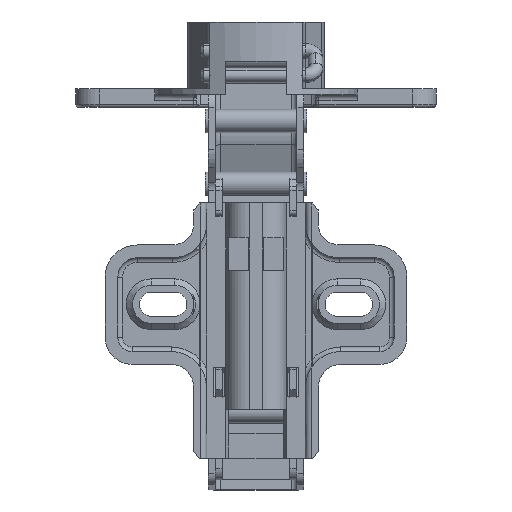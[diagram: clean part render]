
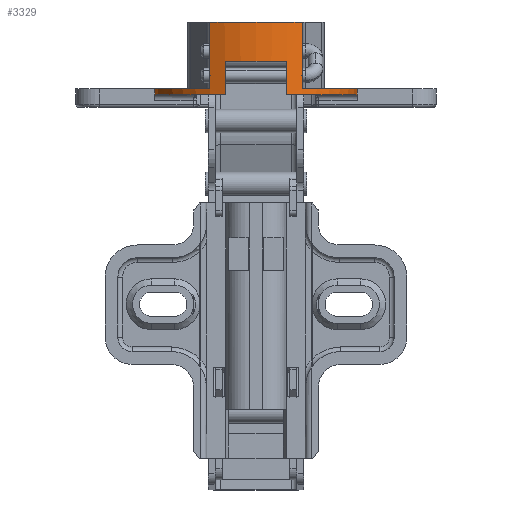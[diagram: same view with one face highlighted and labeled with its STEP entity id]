
A CAD part, front view. The second image highlights one B-rep face of the part: STEP entity #3329.
In plain terms, the highlighted cylindrical face has radius 17.5 mm (diameter 35 mm), a partial arc.
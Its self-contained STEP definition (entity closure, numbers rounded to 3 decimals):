
#287 = CARTESIAN_POINT ( 'NONE',  ( -17.452, -1.3, 13.5 ) ) ;
#335 = CARTESIAN_POINT ( 'NONE',  ( 8., -15.564, 11.5 ) ) ;
#369 = DIRECTION ( 'NONE',  ( 0., 0., -1. ) ) ;
#462 = CARTESIAN_POINT ( 'NONE',  ( 0., 0., 11.5 ) ) ;
#546 = DIRECTION ( 'NONE',  ( -1., 0., 0. ) ) ;
#576 = FACE_OUTER_BOUND ( 'NONE', #1248, .T. ) ;
#629 = LINE ( 'NONE', #14787, #5557 ) ;
#882 = CARTESIAN_POINT ( 'NONE',  ( 17.452, -1.3, 13.5 ) ) ;
#918 = EDGE_CURVE ( 'NONE', #2663, #18185, #13244, .T. ) ;
#940 = VECTOR ( 'NONE', #18558, 1000. ) ;
#1061 = CARTESIAN_POINT ( 'NONE',  ( -17.452, -1.3, 13.5 ) ) ;
#1248 = EDGE_LOOP ( 'NONE', ( #8157, #13061, #16662, #22446, #22158, #2830, #4321, #5476, #7959, #7262, #18037, #2627, #11000, #4732 ) ) ;
#1481 = CARTESIAN_POINT ( 'NONE',  ( 17.408, -1.798, 12.625 ) ) ;
#1796 = VERTEX_POINT ( 'NONE', #335 ) ;
#1921 = CARTESIAN_POINT ( 'NONE',  ( 0., 0., 0. ) ) ;
#1952 = DIRECTION ( 'NONE',  ( -1., 0., 0. ) ) ;
#2151 = EDGE_CURVE ( 'NONE', #7176, #13227, #629, .T. ) ;
#2213 = CARTESIAN_POINT ( 'NONE',  ( 17.452, -1.3, 12.5 ) ) ;
#2374 = CIRCLE ( 'NONE', #4627, 17.5 ) ;
#2627 = ORIENTED_EDGE ( 'NONE', *, *, #16710, .T. ) ;
#2663 = VERTEX_POINT ( 'NONE', #8149 ) ;
#2717 = DIRECTION ( 'NONE',  ( 0., 0., -1. ) ) ;
#2830 = ORIENTED_EDGE ( 'NONE', *, *, #2151, .T. ) ;
#3270 = EDGE_CURVE ( 'NONE', #12842, #2663, #21670, .T. ) ;
#3329 = ADVANCED_FACE ( 'NONE', ( #576 ), #7772, .T. ) ;
#4321 = ORIENTED_EDGE ( 'NONE', *, *, #23080, .T. ) ;
#4506 = AXIS2_PLACEMENT_3D ( 'NONE', #12800, #21786, #1952 ) ;
#4541 = VECTOR ( 'NONE', #22907, 1000. ) ;
#4573 = EDGE_CURVE ( 'NONE', #8200, #1796, #2374, .T. ) ;
#4594 = CIRCLE ( 'NONE', #20812, 17.5 ) ;
#4627 = AXIS2_PLACEMENT_3D ( 'NONE', #462, #16272, #20175 ) ;
#4732 = ORIENTED_EDGE ( 'NONE', *, *, #4573, .F. ) ;
#5476 = ORIENTED_EDGE ( 'NONE', *, *, #17403, .T. ) ;
#5557 = VECTOR ( 'NONE', #7823, 1000. ) ;
#5603 = CARTESIAN_POINT ( 'NONE',  ( 17.452, -1.3, 13.368 ) ) ;
#5628 = LINE ( 'NONE', #2213, #19679 ) ;
#5852 = CARTESIAN_POINT ( 'NONE',  ( 0., 0., 12.5 ) ) ;
#6207 = CARTESIAN_POINT ( 'NONE',  ( -17.348, -2.3, 12.5 ) ) ;
#6483 = CARTESIAN_POINT ( 'NONE',  ( -17.366, -2.169, 12.5 ) ) ;
#6510 = VERTEX_POINT ( 'NONE', #882 ) ;
#6704 = AXIS2_PLACEMENT_3D ( 'NONE', #18398, #11186, #22057 ) ;
#6861 = CARTESIAN_POINT ( 'NONE',  ( -8., -15.564, 13.7 ) ) ;
#7176 = VERTEX_POINT ( 'NONE', #13676 ) ;
#7215 = CIRCLE ( 'NONE', #20407, 17.5 ) ;
#7218 = CIRCLE ( 'NONE', #9851, 17.5 ) ;
#7242 = DIRECTION ( 'NONE',  ( 0., 0., 1. ) ) ;
#7246 = VERTEX_POINT ( 'NONE', #7887 ) ;
#7262 = ORIENTED_EDGE ( 'NONE', *, *, #21314, .F. ) ;
#7297 = B_SPLINE_CURVE_WITH_KNOTS ( 'NONE', 3,
 ( #15330, #6483, #10133, #17228, #15572, #8140, #8254, #1061 ),
 .UNSPECIFIED., .F., .F.,
 ( 4, 2, 2, 4 ),
 ( 0., 0., 0.001, 0.002 ),
 .UNSPECIFIED. ) ;
#7772 = CYLINDRICAL_SURFACE ( 'NONE', #6704, 17.5 ) ;
#7823 = DIRECTION ( 'NONE',  ( 0., 0., 1. ) ) ;
#7887 = CARTESIAN_POINT ( 'NONE',  ( -8., -15.564, 0. ) ) ;
#7959 = ORIENTED_EDGE ( 'NONE', *, *, #9350, .T. ) ;
#8140 = CARTESIAN_POINT ( 'NONE',  ( -17.444, -1.409, 12.976 ) ) ;
#8149 = CARTESIAN_POINT ( 'NONE',  ( 5.25, -16.694, 12.5 ) ) ;
#8157 = ORIENTED_EDGE ( 'NONE', *, *, #14124, .F. ) ;
#8200 = VERTEX_POINT ( 'NONE', #16435 ) ;
#8254 = CARTESIAN_POINT ( 'NONE',  ( -17.452, -1.3, 13.235 ) ) ;
#8830 = VERTEX_POINT ( 'NONE', #6207 ) ;
#8863 = LINE ( 'NONE', #6861, #4541 ) ;
#9350 = EDGE_CURVE ( 'NONE', #18649, #23183, #19618, .T. ) ;
#9355 = CARTESIAN_POINT ( 'NONE',  ( 5.25, -16.694, 13.7 ) ) ;
#9821 = CARTESIAN_POINT ( 'NONE',  ( -5.25, -16.694, 12.5 ) ) ;
#9851 = AXIS2_PLACEMENT_3D ( 'NONE', #1921, #7242, #23047 ) ;
#10133 = CARTESIAN_POINT ( 'NONE',  ( -17.381, -2.04, 12.526 ) ) ;
#10405 = DIRECTION ( 'NONE',  ( 0., 0., -1. ) ) ;
#11000 = ORIENTED_EDGE ( 'NONE', *, *, #13325, .F. ) ;
#11186 = DIRECTION ( 'NONE',  ( 0., 0., -1. ) ) ;
#11475 = AXIS2_PLACEMENT_3D ( 'NONE', #5852, #12816, #546 ) ;
#12072 = CARTESIAN_POINT ( 'NONE',  ( -17.452, -1.3, 12.5 ) ) ;
#12197 = DIRECTION ( 'NONE',  ( 0., 0., -1. ) ) ;
#12333 = CARTESIAN_POINT ( 'NONE',  ( 17.381, -2.038, 12.526 ) ) ;
#12445 = CARTESIAN_POINT ( 'NONE',  ( 17.442, -1.427, 12.995 ) ) ;
#12686 = CARTESIAN_POINT ( 'NONE',  ( 17.366, -2.169, 12.5 ) ) ;
#12700 = B_SPLINE_CURVE_WITH_KNOTS ( 'NONE', 3,
 ( #14450, #5603, #14109, #12445, #17882, #23071, #1481, #12333, #12686, #19895 ),
 .UNSPECIFIED., .F., .F.,
 ( 4, 2, 2, 2, 4 ),
 ( 0., 0., 0.001, 0.001, 0.002 ),
 .UNSPECIFIED. ) ;
#12800 = CARTESIAN_POINT ( 'NONE',  ( 0., 0., 6.8 ) ) ;
#12816 = DIRECTION ( 'NONE',  ( 0., 0., -1. ) ) ;
#12842 = VERTEX_POINT ( 'NONE', #13518 ) ;
#12948 = VERTEX_POINT ( 'NONE', #21656 ) ;
#13005 = CARTESIAN_POINT ( 'NONE',  ( 0., 0., 11.5 ) ) ;
#13061 = ORIENTED_EDGE ( 'NONE', *, *, #20757, .T. ) ;
#13227 = VERTEX_POINT ( 'NONE', #9821 ) ;
#13244 = LINE ( 'NONE', #9355, #940 ) ;
#13325 = EDGE_CURVE ( 'NONE', #1796, #17229, #19393, .T. ) ;
#13518 = CARTESIAN_POINT ( 'NONE',  ( 17.348, -2.3, 12.5 ) ) ;
#13676 = CARTESIAN_POINT ( 'NONE',  ( -5.25, -16.694, 6.8 ) ) ;
#13698 = CARTESIAN_POINT ( 'NONE',  ( 0., 0., 12.5 ) ) ;
#14071 = CARTESIAN_POINT ( 'NONE',  ( 8., -15.564, 13.7 ) ) ;
#14109 = CARTESIAN_POINT ( 'NONE',  ( 17.45, -1.326, 13.238 ) ) ;
#14124 = EDGE_CURVE ( 'NONE', #6510, #8200, #5628, .T. ) ;
#14450 = CARTESIAN_POINT ( 'NONE',  ( 17.452, -1.3, 13.5 ) ) ;
#14688 = CIRCLE ( 'NONE', #4506, 17.5 ) ;
#14787 = CARTESIAN_POINT ( 'NONE',  ( -5.25, -16.694, 13.7 ) ) ;
#15193 = EDGE_CURVE ( 'NONE', #18185, #7176, #14688, .T. ) ;
#15330 = CARTESIAN_POINT ( 'NONE',  ( -17.348, -2.3, 12.5 ) ) ;
#15572 = CARTESIAN_POINT ( 'NONE',  ( -17.419, -1.687, 12.699 ) ) ;
#15976 = VECTOR ( 'NONE', #12197, 1000. ) ;
#15995 = EDGE_CURVE ( 'NONE', #12948, #7246, #8863, .T. ) ;
#16140 = DIRECTION ( 'NONE',  ( 0., 0., -1. ) ) ;
#16272 = DIRECTION ( 'NONE',  ( 0., 0., -1. ) ) ;
#16274 = VECTOR ( 'NONE', #10405, 1000. ) ;
#16435 = CARTESIAN_POINT ( 'NONE',  ( 17.452, -1.3, 11.5 ) ) ;
#16662 = ORIENTED_EDGE ( 'NONE', *, *, #3270, .T. ) ;
#16710 = EDGE_CURVE ( 'NONE', #7246, #17229, #7218, .T. ) ;
#17228 = CARTESIAN_POINT ( 'NONE',  ( -17.408, -1.798, 12.625 ) ) ;
#17229 = VERTEX_POINT ( 'NONE', #18303 ) ;
#17403 = EDGE_CURVE ( 'NONE', #8830, #18649, #7297, .T. ) ;
#17882 = CARTESIAN_POINT ( 'NONE',  ( 17.436, -1.502, 12.884 ) ) ;
#18037 = ORIENTED_EDGE ( 'NONE', *, *, #15995, .T. ) ;
#18185 = VERTEX_POINT ( 'NONE', #20359 ) ;
#18303 = CARTESIAN_POINT ( 'NONE',  ( 8., -15.564, 0. ) ) ;
#18398 = CARTESIAN_POINT ( 'NONE',  ( 0., 0., 13.7 ) ) ;
#18542 = DIRECTION ( 'NONE',  ( -1., 0., 0. ) ) ;
#18558 = DIRECTION ( 'NONE',  ( 0., 0., -1. ) ) ;
#18649 = VERTEX_POINT ( 'NONE', #287 ) ;
#19393 = LINE ( 'NONE', #14071, #16274 ) ;
#19618 = LINE ( 'NONE', #12072, #15976 ) ;
#19679 = VECTOR ( 'NONE', #16140, 1000. ) ;
#19895 = CARTESIAN_POINT ( 'NONE',  ( 17.348, -2.3, 12.5 ) ) ;
#19943 = CARTESIAN_POINT ( 'NONE',  ( -17.452, -1.3, 11.5 ) ) ;
#20175 = DIRECTION ( 'NONE',  ( -1., 0., 0. ) ) ;
#20359 = CARTESIAN_POINT ( 'NONE',  ( 5.25, -16.694, 6.8 ) ) ;
#20407 = AXIS2_PLACEMENT_3D ( 'NONE', #13005, #369, #18542 ) ;
#20757 = EDGE_CURVE ( 'NONE', #6510, #12842, #12700, .T. ) ;
#20771 = DIRECTION ( 'NONE',  ( -1., 0., 0. ) ) ;
#20812 = AXIS2_PLACEMENT_3D ( 'NONE', #13698, #2717, #20771 ) ;
#21314 = EDGE_CURVE ( 'NONE', #12948, #23183, #7215, .T. ) ;
#21656 = CARTESIAN_POINT ( 'NONE',  ( -8., -15.564, 11.5 ) ) ;
#21670 = CIRCLE ( 'NONE', #11475, 17.5 ) ;
#21786 = DIRECTION ( 'NONE',  ( 0., 0., -1. ) ) ;
#22057 = DIRECTION ( 'NONE',  ( -1., 0., 0. ) ) ;
#22158 = ORIENTED_EDGE ( 'NONE', *, *, #15193, .T. ) ;
#22446 = ORIENTED_EDGE ( 'NONE', *, *, #918, .T. ) ;
#22907 = DIRECTION ( 'NONE',  ( 0., 0., -1. ) ) ;
#23047 = DIRECTION ( 'NONE',  ( -1., 0., 0. ) ) ;
#23071 = CARTESIAN_POINT ( 'NONE',  ( 17.419, -1.686, 12.7 ) ) ;
#23080 = EDGE_CURVE ( 'NONE', #13227, #8830, #4594, .T. ) ;
#23183 = VERTEX_POINT ( 'NONE', #19943 ) ;
